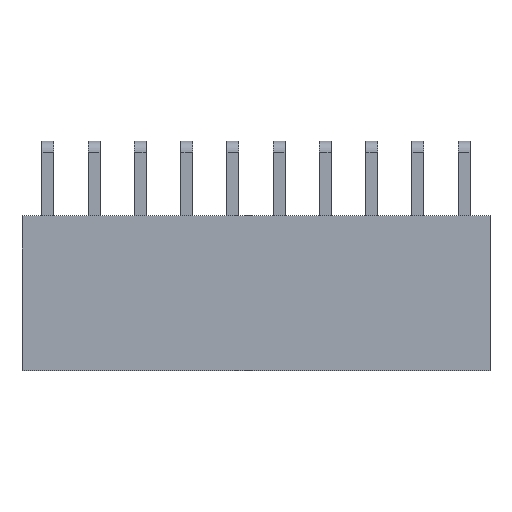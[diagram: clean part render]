
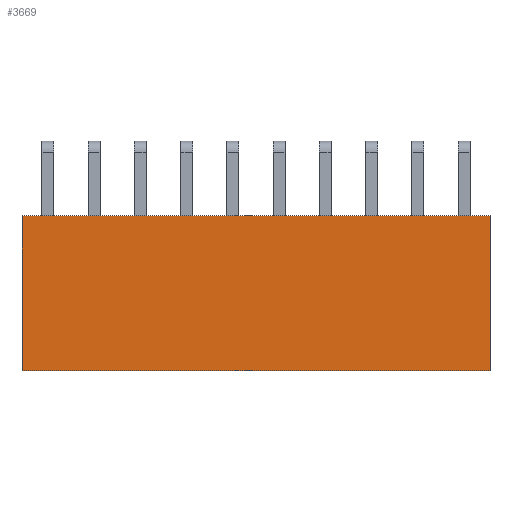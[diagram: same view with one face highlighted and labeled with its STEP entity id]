
A CAD part, top view. The second image highlights one B-rep face of the part: STEP entity #3669.
In plain terms, the highlighted planar face has unit normal (0, 0, 1).
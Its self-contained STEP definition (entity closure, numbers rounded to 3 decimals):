
#3669=ADVANCED_FACE('',(#12221),#12223,.T.);
#12221=FACE_BOUND('',#12222,.T.);
#12222=EDGE_LOOP('',(#19022,#19023,#19024,#19025));
#12223=PLANE('',#12224);
#12224=AXIS2_PLACEMENT_3D('',#12225,#12226,#12227);
#12225=CARTESIAN_POINT('',(24.28,-9.86,5.));
#12226=DIRECTION('',(0.,-0.,1.));
#12227=DIRECTION('',(0.,1.,0.));
#19022=ORIENTED_EDGE('',*,*,#23718,.T.);
#19023=ORIENTED_EDGE('',*,*,#23747,.T.);
#19024=ORIENTED_EDGE('',*,*,#23726,.F.);
#19025=ORIENTED_EDGE('',*,*,#23797,.F.);
#23718=EDGE_CURVE('',#27369,#27367,#27370,.T.);
#23726=EDGE_CURVE('',#27381,#27383,#27384,.T.);
#23747=EDGE_CURVE('',#27367,#27383,#27419,.T.);
#23797=EDGE_CURVE('',#27369,#27381,#27473,.T.);
#27367=VERTEX_POINT('',#34349);
#27369=VERTEX_POINT('',#34353);
#27370=LINE('',#34354,#34355);
#27381=VERTEX_POINT('',#34379);
#27383=VERTEX_POINT('',#34383);
#27384=LINE('',#34384,#34385);
#27419=LINE('',#34461,#34462);
#27473=LINE('',#34615,#34616);
#34349=CARTESIAN_POINT('',(24.28,-1.36,5.));
#34353=CARTESIAN_POINT('',(24.28,-9.86,5.));
#34354=CARTESIAN_POINT('',(24.28,-9.86,5.));
#34355=VECTOR('',#34356,1.);
#34356=DIRECTION('',(0.,1.,0.));
#34379=CARTESIAN_POINT('',(-1.42,-9.86,5.));
#34383=CARTESIAN_POINT('',(-1.42,-1.36,5.));
#34384=CARTESIAN_POINT('',(-1.42,-9.86,5.));
#34385=VECTOR('',#34386,1.);
#34386=DIRECTION('',(0.,1.,0.));
#34461=CARTESIAN_POINT('',(24.28,-1.36,5.));
#34462=VECTOR('',#34463,1.);
#34463=DIRECTION('',(-1.,0.,0.));
#34615=CARTESIAN_POINT('',(24.28,-9.86,5.));
#34616=VECTOR('',#34617,1.);
#34617=DIRECTION('',(-1.,0.,0.));
